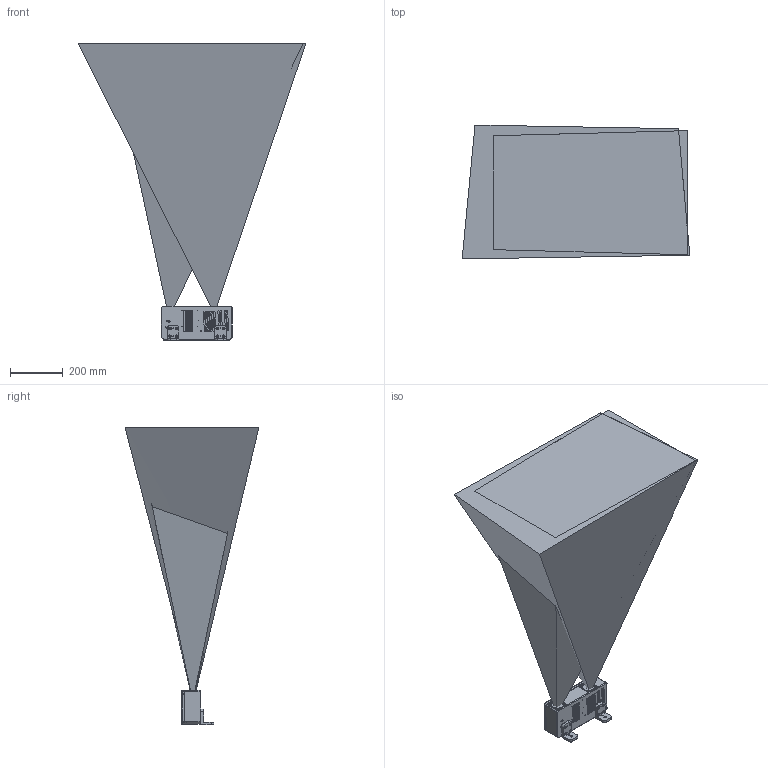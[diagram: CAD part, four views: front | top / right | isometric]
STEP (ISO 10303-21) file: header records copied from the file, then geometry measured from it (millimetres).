
FILE_DESCRIPTION (( 'STEP AP214' ), '1' );
FILE_NAME ('FOV model- Mech-Eye Pro S Enhanced-V3.STEP', '2021-10-27T09:22:07', ( '' ), ( '' ), 'SwSTEP 2.0', 'SolidWorks 2017', '' );
FILE_SCHEMA (( 'AUTOMOTIVE_DESIGN' ));
Length unit declared in the file: millimetre
Products named in the file (1): FOV model- Mech-Eye Pro S Enhanced-V3
Bounding box: 865.64 x 508.82 x 1133 mm (x, y, z)
Volume: 354855545.3 mm3; surface area: 5046797.2 mm2
Topology: 46 solids, 53 shells, 4206 faces, 11302 edges, 7458 vertices
Faces by surface type: plane 2628, cylinder 922, bspline 487, cone 137, torus 24, sphere 8
Full cylindrical faces by diameter (mm): 0.9 x8, 1.2 x4, 1.3 x8, 1.5 x4, 2.5 x20, 3 x4, 3.2 x8, 3.3 x4, 3.4 x8, 4.2 x7, 4.8 x8, 5 x1, 5.5 x8, 6 x9, 7 x4, 7.1 x4, 7.7 x8, 7.9 x4, 9 x2, 10 x8, 12 x2, 12.4 x2, 13.38 x2, 21 x2, 46 x2, 49 x2, 49.3 x2
Entity records: 177212 total; most frequent: CARTESIAN_POINT 69543, ORIENTED_EDGE 22000, DIRECTION 17261, EDGE_CURVE 11000, VERTEX_POINT 7406, VECTOR 5935, LINE 5935, AXIS2_PLACEMENT_3D 5663
